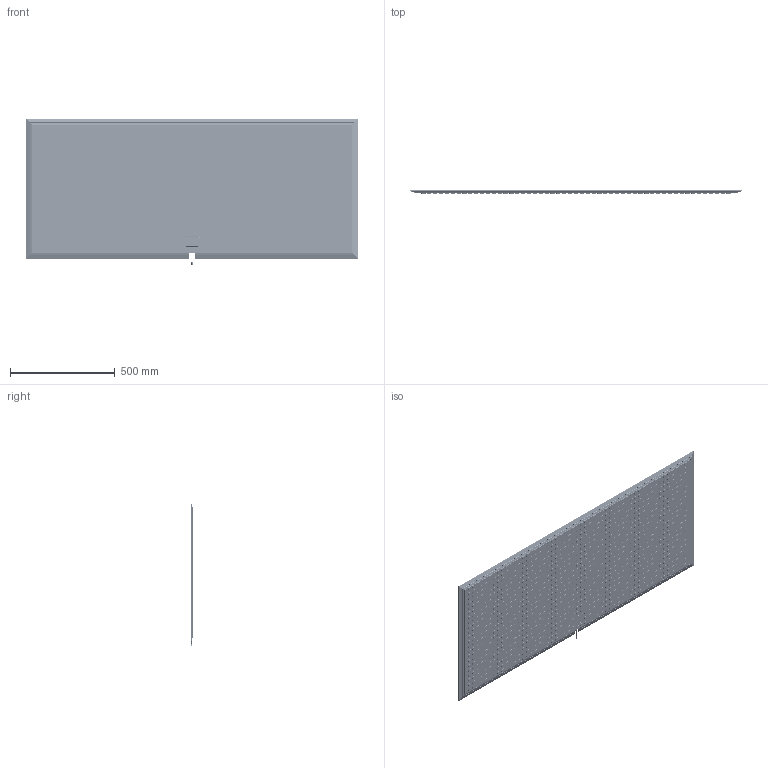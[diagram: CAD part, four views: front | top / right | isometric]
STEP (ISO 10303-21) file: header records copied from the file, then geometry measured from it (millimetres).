
FILE_DESCRIPTION (( 'STEP AP214' ), '1' );
FILE_NAME ('1602-4092.STEP', '2021-10-20T20:30:18', ( '' ), ( '' ), 'SwSTEP 2.0', 'SolidWorks 2021', '' );
FILE_SCHEMA (( 'AUTOMOTIVE_DESIGN' ));
Length unit declared in the file: inch
Products named in the file (1): 1602-4092
Bounding box: 1584 x 14 x 700.5 mm (x, y, z)
Volume: 12585101.6 mm3; surface area: 3124896.5 mm2
Topology: 1165 solids, 1165 shells, 4841 faces, 7458 edges, 4964 vertices
Faces by surface type: cylinder 2402, plane 2398, bspline 41
Entity records: 186844 total; most frequent: DIRECTION 21942, CARTESIAN_POINT 18077, ORIENTED_EDGE 14916, AXIS2_PLACEMENT_3D 9701, EDGE_CURVE 7458, UNCERTAINTY_MEASURE_WITH_UNIT 6008, LENGTH_MEASURE_WITH_UNIT 6008, DIMENSIONAL_EXPONENTS 6008
